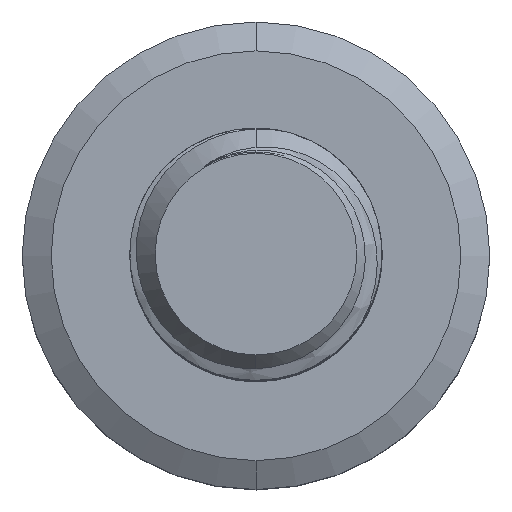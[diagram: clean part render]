
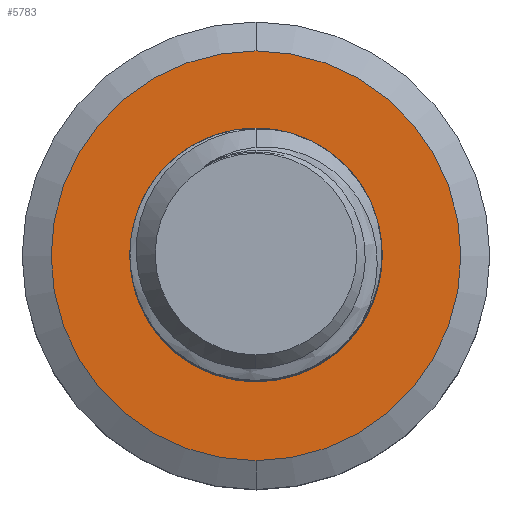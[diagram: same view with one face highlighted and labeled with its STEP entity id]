
A CAD part, top view. The second image highlights one B-rep face of the part: STEP entity #5783.
In plain terms, the highlighted planar face has unit normal (0, 0, 1).
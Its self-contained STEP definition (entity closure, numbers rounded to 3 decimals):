
#338 = AXIS2_PLACEMENT_3D ( 'NONE', #5433, #932, #6226 ) ;
#425 = DIRECTION ( 'NONE',  ( 0., 1., 0. ) ) ;
#932 = DIRECTION ( 'NONE',  ( 0., 0., -1. ) ) ;
#949 = CARTESIAN_POINT ( 'NONE',  ( 0., -4., -1.633 ) ) ;
#1112 = EDGE_LOOP ( 'NONE', ( #7567, #7019 ) ) ;
#1521 = AXIS2_PLACEMENT_3D ( 'NONE', #2437, #3873, #1638 ) ;
#1638 = DIRECTION ( 'NONE',  ( 0., -1., 0. ) ) ;
#1665 = FACE_OUTER_BOUND ( 'NONE', #9348, .T. ) ;
#2398 = CARTESIAN_POINT ( 'NONE',  ( 0., 6.5, -1.633 ) ) ;
#2413 = EDGE_CURVE ( 'NONE', #7494, #5723, #5565, .T. ) ;
#2437 = CARTESIAN_POINT ( 'NONE',  ( 0., 6.5, -1.633 ) ) ;
#2485 = EDGE_CURVE ( 'NONE', #8541, #5733, #2858, .T. ) ;
#2858 = CIRCLE ( 'NONE', #8191, 6.5 ) ;
#2983 = AXIS2_PLACEMENT_3D ( 'NONE', #7819, #9316, #425 ) ;
#3210 = DIRECTION ( 'NONE',  ( 0., 1., 0. ) ) ;
#3278 = CARTESIAN_POINT ( 'NONE',  ( 0., 0., -1.633 ) ) ;
#3321 = FACE_BOUND ( 'NONE', #1112, .T. ) ;
#3447 = DIRECTION ( 'NONE',  ( 0., 1., 0. ) ) ;
#3873 = DIRECTION ( 'NONE',  ( 0., 0., 1. ) ) ;
#4071 = CARTESIAN_POINT ( 'NONE',  ( 0., 0., -1.633 ) ) ;
#4888 = DIRECTION ( 'NONE',  ( 0., 0., -1. ) ) ;
#5160 = EDGE_CURVE ( 'NONE', #5733, #8541, #6256, .T. ) ;
#5433 = CARTESIAN_POINT ( 'NONE',  ( 0., 0., -1.633 ) ) ;
#5565 = CIRCLE ( 'NONE', #338, 4. ) ;
#5723 = VERTEX_POINT ( 'NONE', #949 ) ;
#5733 = VERTEX_POINT ( 'NONE', #2398 ) ;
#5783 = ADVANCED_FACE ( 'NONE', ( #3321, #1665 ), #7576, .T. ) ;
#6056 = AXIS2_PLACEMENT_3D ( 'NONE', #4071, #4888, #3447 ) ;
#6219 = CARTESIAN_POINT ( 'NONE',  ( 0., 4., -1.633 ) ) ;
#6226 = DIRECTION ( 'NONE',  ( 0., 1., 0. ) ) ;
#6256 = CIRCLE ( 'NONE', #2983, 6.5 ) ;
#6913 = EDGE_CURVE ( 'NONE', #5723, #7494, #9631, .T. ) ;
#7019 = ORIENTED_EDGE ( 'NONE', *, *, #6913, .T. ) ;
#7234 = ORIENTED_EDGE ( 'NONE', *, *, #5160, .F. ) ;
#7494 = VERTEX_POINT ( 'NONE', #6219 ) ;
#7567 = ORIENTED_EDGE ( 'NONE', *, *, #2413, .T. ) ;
#7576 = PLANE ( 'NONE',  #1521 ) ;
#7819 = CARTESIAN_POINT ( 'NONE',  ( 0., 0., -1.633 ) ) ;
#8191 = AXIS2_PLACEMENT_3D ( 'NONE', #3278, #8545, #3210 ) ;
#8541 = VERTEX_POINT ( 'NONE', #9239 ) ;
#8545 = DIRECTION ( 'NONE',  ( 0., 0., -1. ) ) ;
#9239 = CARTESIAN_POINT ( 'NONE',  ( 0., -6.5, -1.633 ) ) ;
#9316 = DIRECTION ( 'NONE',  ( 0., 0., -1. ) ) ;
#9348 = EDGE_LOOP ( 'NONE', ( #7234, #9457 ) ) ;
#9457 = ORIENTED_EDGE ( 'NONE', *, *, #2485, .F. ) ;
#9631 = CIRCLE ( 'NONE', #6056, 4. ) ;
